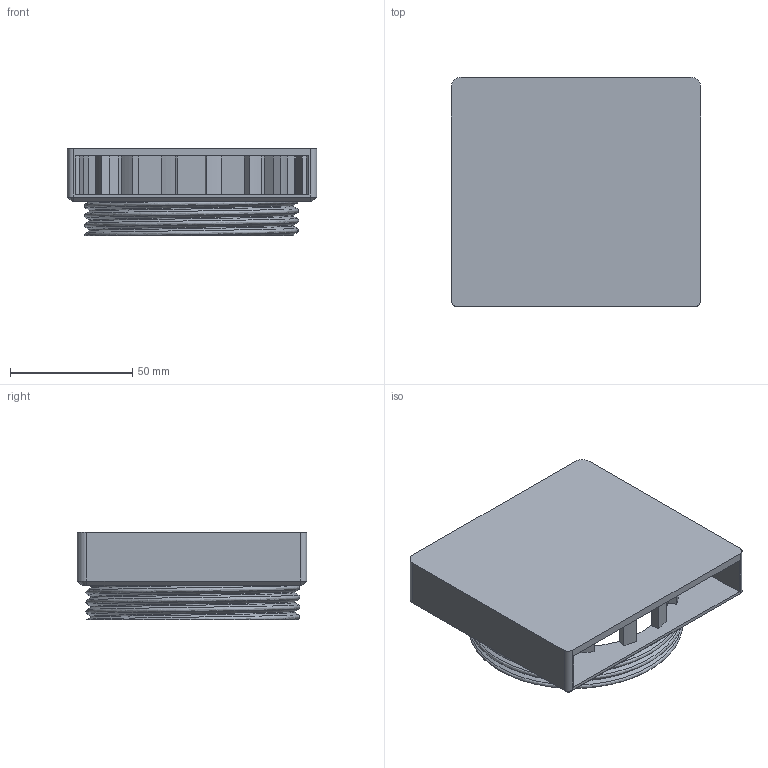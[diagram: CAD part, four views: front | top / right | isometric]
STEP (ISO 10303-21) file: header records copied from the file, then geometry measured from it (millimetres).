
FILE_DESCRIPTION(/* description */ (''),/* implementation_level */ '2;1');
FILE_NAME(/* name */ 'Bud Vent.step',/* time_stamp */ '2023-01-21T10:58:07-05:00',/* author */ (''),/* organization */ (''),/* preprocessor_version */ 'ST-DEVELOPER v19.2',/* originating_system */ 'Autodesk Translation Framework v11.17.0.187',/* authorisation */ '');
FILE_SCHEMA (('AUTOMOTIVE_DESIGN { 1 0 10303 214 3 1 1 }'));
Length unit declared in the file: millimetre
Products named in the file (3): Bud Vent; 80mm Large Vent; 80mm Vent - Wording
Assembly tree (2 placements, depth 3):
  Bud Vent
    80mm Large Vent
      80mm Vent - Wording
Bounding box: 102 x 94 x 35.87 mm (x, y, z)
Volume: 74989.8 mm3; surface area: 53302.9 mm2
Topology: 18 solids, 18 shells, 851 faces, 2356 edges, 1568 vertices
Faces by surface type: bspline 505, plane 301, cylinder 41, cone 4
Full cylindrical faces by diameter (mm): 77 x1, 80.452 x1, 83.63 x3
Entity records: 33175 total; most frequent: CARTESIAN_POINT 14696, ORIENTED_EDGE 4712, EDGE_CURVE 2356, DIRECTION 2116, VERTEX_POINT 1568, LINE 1256, VECTOR 1256, B_SPLINE_CURVE_WITH_KNOTS 1019
